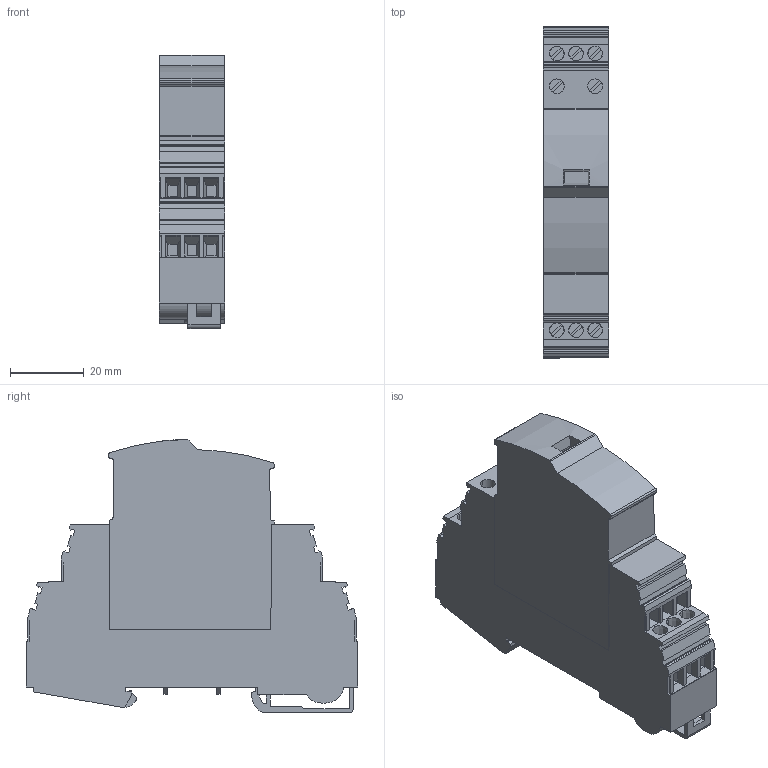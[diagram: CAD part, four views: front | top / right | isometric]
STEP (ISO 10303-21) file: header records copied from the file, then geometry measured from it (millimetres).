
FILE_DESCRIPTION(('Creo Elements/Direct Modeling STEP Export'),'2;1');
FILE_NAME('model.stp','2020-01-30T10:47:13',(''),(''),'Creo Elements/Direct Modeling STEP processor for AP214 (Solid Model)','Creo Elements/Direct Modeling 20.1A 29-Sep-2018 (C) Parametric Technology GmbH','');
FILE_SCHEMA(('AUTOMOTIVE_DESIGN { 1 0 10303 214 1 1 1 1 }'));
Length unit declared in the file: millimetre
Products named in the file (2): PLT_SEC_T3_230_FM-select
Assembly tree (1 placements, depth 2):
  PLT_SEC_T3_230_FM-select
    PLT_SEC_T3_230_FM-select
Bounding box: 17.7 x 90 x 74.1 mm (x, y, z)
Volume: 80450.2 mm3; surface area: 17193.2 mm2
Topology: 1 solids, 1 shells, 418 faces, 1154 edges, 746 vertices
Faces by surface type: plane 382, cylinder 23, extrusion 12, bspline 1
Entity records: 16384 total; most frequent: CARTESIAN_POINT 2972, ORIENTED_EDGE 2308, DIRECTION 1802, EDGE_CURVE 1154, VECTOR 1010, LINE 998, VERTEX_POINT 746, EDGE_LOOP 432
